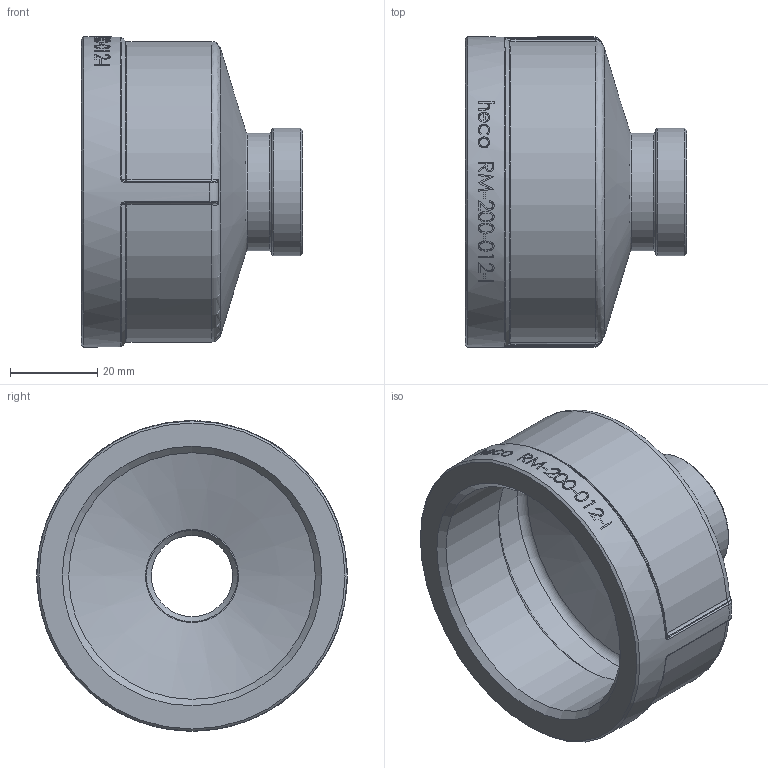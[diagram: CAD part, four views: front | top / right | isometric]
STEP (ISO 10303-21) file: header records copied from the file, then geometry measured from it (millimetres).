
FILE_DESCRIPTION (( 'STEP AP214' ), '1' );
FILE_NAME ('heco_RM-200-012-I Reduziermuffe 2305.STEP', '2023-05-11T08:10:13', ( '' ), ( '' ), 'SwSTEP 2.0', 'SolidWorks 2019', '' );
FILE_SCHEMA (( 'AUTOMOTIVE_DESIGN' ));
Length unit declared in the file: millimetre
Products named in the file (1): heco_RM-200-012-I Reduziermuffe 2305
Bounding box: 50.8 x 71.3 x 71.31 mm (x, y, z)
Volume: 49027.3 mm3; surface area: 22544.7 mm2
Topology: 1 solids, 1 shells, 249 faces, 620 edges, 398 vertices
Faces by surface type: bspline 122, plane 61, cylinder 38, torus 14, cone 10, sphere 4
Full cylindrical faces by diameter (mm): 18.631 x1, 27 x1, 29.3 x1, 56.656 x1, 62.6 x1, 71.3 x1
Entity records: 24300 total; most frequent: CARTESIAN_POINT 17657, ORIENTED_EDGE 1186, DIRECTION 599, EDGE_CURVE 593, VERTEX_POINT 391, B_SPLINE_CURVE_WITH_KNOTS 375, EDGE_LOOP 294, FACE_OUTER_BOUND 259
